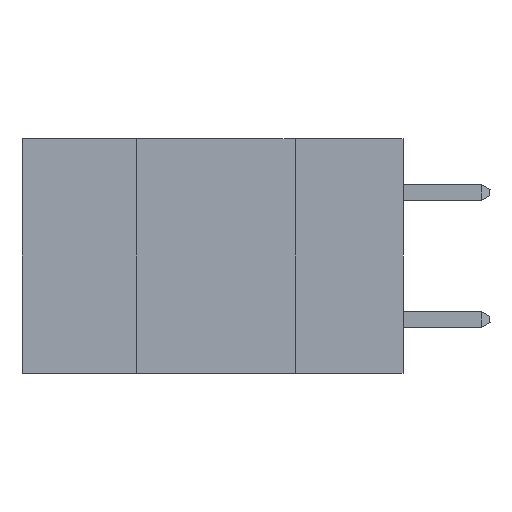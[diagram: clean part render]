
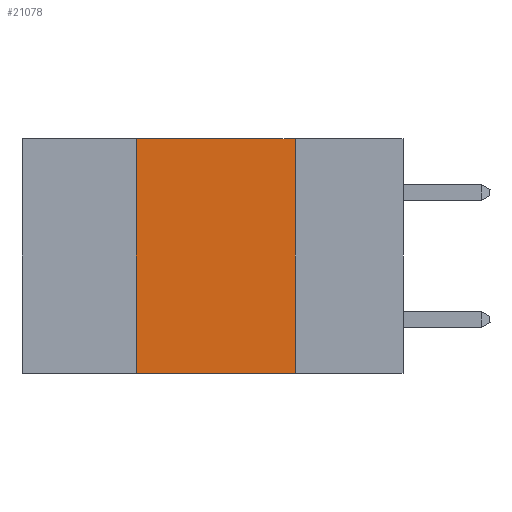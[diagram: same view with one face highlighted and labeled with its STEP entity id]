
A CAD part, left-side view. The second image highlights one B-rep face of the part: STEP entity #21078.
In plain terms, the highlighted planar face has unit normal (-1, 0, 0).
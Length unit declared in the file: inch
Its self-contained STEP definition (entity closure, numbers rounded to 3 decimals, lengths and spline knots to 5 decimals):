
#118 = CARTESIAN_POINT ( 'NONE',  ( 0., 0.17, 0. ) ) ;
#148 = LINE ( 'NONE', #25019, #13291 ) ;
#1737 = VECTOR ( 'NONE', #3124, 39.37008 ) ;
#1907 = LINE ( 'NONE', #33569, #21769 ) ;
#2462 = DIRECTION ( 'NONE',  ( 1., 0., 0. ) ) ;
#3124 = DIRECTION ( 'NONE',  ( 0., -1., 0. ) ) ;
#4211 = DIRECTION ( 'NONE',  ( 0., -1., 0. ) ) ;
#4380 = ORIENTED_EDGE ( 'NONE', *, *, #10272, .F. ) ;
#7124 = VERTEX_POINT ( 'NONE', #8024 ) ;
#8024 = CARTESIAN_POINT ( 'NONE',  ( 0., 0.17, -0.37 ) ) ;
#9548 = EDGE_CURVE ( 'NONE', #23959, #31651, #32126, .T. ) ;
#10272 = EDGE_CURVE ( 'NONE', #31651, #7124, #30852, .T. ) ;
#11194 = FACE_OUTER_BOUND ( 'NONE', #34394, .T. ) ;
#13291 = VECTOR ( 'NONE', #27859, 39.37008 ) ;
#16039 = PLANE ( 'NONE',  #26193 ) ;
#21078 = ADVANCED_FACE ( 'NONE', ( #11194 ), #16039, .F. ) ;
#21390 = EDGE_CURVE ( 'NONE', #27856, #23959, #148, .T. ) ;
#21769 = VECTOR ( 'NONE', #4211, 39.37008 ) ;
#21791 = ORIENTED_EDGE ( 'NONE', *, *, #9548, .F. ) ;
#21858 = CARTESIAN_POINT ( 'NONE',  ( 0., 0.42, -0.37 ) ) ;
#22155 = CARTESIAN_POINT ( 'NONE',  ( 0., 0.6, 0. ) ) ;
#23687 = VECTOR ( 'NONE', #30132, 39.37008 ) ;
#23959 = VERTEX_POINT ( 'NONE', #29199 ) ;
#25019 = CARTESIAN_POINT ( 'NONE',  ( 0., 0.42, 0. ) ) ;
#25681 = EDGE_CURVE ( 'NONE', #27856, #7124, #1907, .T. ) ;
#26193 = AXIS2_PLACEMENT_3D ( 'NONE', #32172, #2462, #29365 ) ;
#27856 = VERTEX_POINT ( 'NONE', #21858 ) ;
#27859 = DIRECTION ( 'NONE',  ( 0., 0., 1. ) ) ;
#29199 = CARTESIAN_POINT ( 'NONE',  ( 0., 0.42, 0. ) ) ;
#29365 = DIRECTION ( 'NONE',  ( 0., 0., -1. ) ) ;
#30132 = DIRECTION ( 'NONE',  ( 0., 0., -1. ) ) ;
#30361 = CARTESIAN_POINT ( 'NONE',  ( 0., 0.17, 0. ) ) ;
#30852 = LINE ( 'NONE', #30361, #23687 ) ;
#31651 = VERTEX_POINT ( 'NONE', #118 ) ;
#32126 = LINE ( 'NONE', #22155, #1737 ) ;
#32172 = CARTESIAN_POINT ( 'NONE',  ( 0., 0.6, 0. ) ) ;
#33499 = ORIENTED_EDGE ( 'NONE', *, *, #21390, .F. ) ;
#33569 = CARTESIAN_POINT ( 'NONE',  ( 0., 0.6, -0.37 ) ) ;
#34394 = EDGE_LOOP ( 'NONE', ( #4380, #21791, #33499, #34474 ) ) ;
#34474 = ORIENTED_EDGE ( 'NONE', *, *, #25681, .T. ) ;
